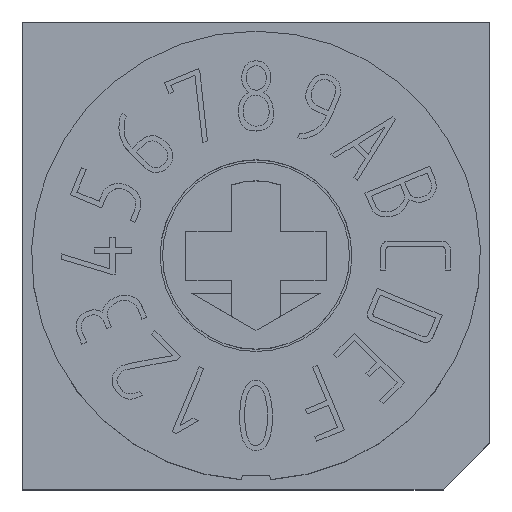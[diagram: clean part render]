
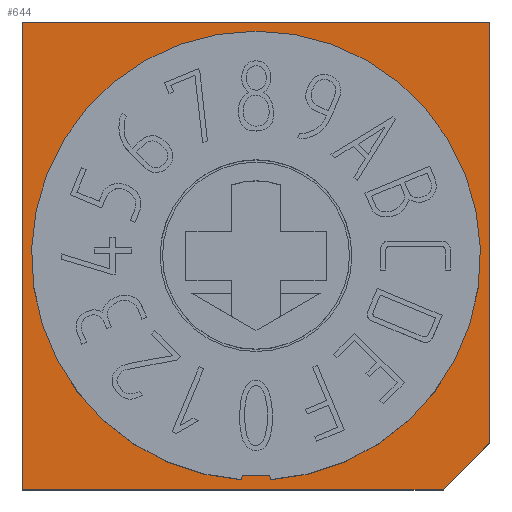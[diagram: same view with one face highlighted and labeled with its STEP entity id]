
A CAD part, top view. The second image highlights one B-rep face of the part: STEP entity #644.
In plain terms, the highlighted planar face has unit normal (0, 0, 1).
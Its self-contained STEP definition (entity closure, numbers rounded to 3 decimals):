
#644 = ADVANCED_FACE( '', ( #1351, #1352 ), #1353, .T. );
#1351 = FACE_OUTER_BOUND( '', #2154, .T. );
#1352 = FACE_BOUND( '', #2155, .T. );
#1353 = PLANE( '', #2156 );
#2154 = EDGE_LOOP( '', ( #4263, #4264, #4265, #4266, #4267 ) );
#2155 = EDGE_LOOP( '', ( #4268, #4269, #4270, #4271 ) );
#2156 = AXIS2_PLACEMENT_3D( '', #4272, #4273, #4274 );
#4263 = ORIENTED_EDGE( '', *, *, #5126, .T. );
#4264 = ORIENTED_EDGE( '', *, *, #5741, .T. );
#4265 = ORIENTED_EDGE( '', *, *, #5742, .T. );
#4266 = ORIENTED_EDGE( '', *, *, #5561, .T. );
#4267 = ORIENTED_EDGE( '', *, *, #5743, .T. );
#4268 = ORIENTED_EDGE( '', *, *, #5744, .T. );
#4269 = ORIENTED_EDGE( '', *, *, #5445, .F. );
#4270 = ORIENTED_EDGE( '', *, *, #5295, .F. );
#4271 = ORIENTED_EDGE( '', *, *, #5702, .F. );
#4272 = CARTESIAN_POINT( '', ( -5., -5., 2.8 ) );
#4273 = DIRECTION( '', ( 0., 0., 1. ) );
#4274 = DIRECTION( '', ( 1., 0., 0. ) );
#5126 = EDGE_CURVE( '', #6077, #6075, #6078, .T. );
#5295 = EDGE_CURVE( '', #6363, #6364, #6365, .T. );
#5445 = EDGE_CURVE( '', #6364, #6597, #6598, .T. );
#5561 = EDGE_CURVE( '', #6759, #6760, #6761, .T. );
#5702 = EDGE_CURVE( '', #6936, #6363, #6937, .T. );
#5741 = EDGE_CURVE( '', #6075, #6984, #6985, .F. );
#5742 = EDGE_CURVE( '', #6984, #6759, #6986, .T. );
#5743 = EDGE_CURVE( '', #6760, #6077, #6987, .T. );
#5744 = EDGE_CURVE( '', #6936, #6597, #6988, .T. );
#6075 = VERTEX_POINT( '', #7574 );
#6077 = VERTEX_POINT( '', #7577 );
#6078 = LINE( '', #7578, #7579 );
#6363 = VERTEX_POINT( '', #8196 );
#6364 = VERTEX_POINT( '', #8197 );
#6365 = CIRCLE( '', #8198, 4.7 );
#6597 = VERTEX_POINT( '', #8747 );
#6598 = LINE( '', #8748, #8749 );
#6759 = VERTEX_POINT( '', #9142 );
#6760 = VERTEX_POINT( '', #9143 );
#6761 = LINE( '', #9144, #9145 );
#6936 = VERTEX_POINT( '', #9478 );
#6937 = LINE( '', #9479, #9480 );
#6984 = VERTEX_POINT( '', #9642 );
#6985 = LINE( '', #9643, #9644 );
#6986 = LINE( '', #9645, #9646 );
#6987 = LINE( '', #9647, #9648 );
#6988 = CIRCLE( '', #9649, 4.8 );
#7574 = CARTESIAN_POINT( '', ( 4., -5., 2.8 ) );
#7577 = CARTESIAN_POINT( '', ( -5., -5., 2.8 ) );
#7578 = CARTESIAN_POINT( '', ( -5., -5., 2.8 ) );
#7579 = VECTOR( '', #10014, 1000. );
#8196 = CARTESIAN_POINT( '', ( -0.297, -4.691, 2.8 ) );
#8197 = CARTESIAN_POINT( '', ( 0.297, -4.691, 2.8 ) );
#8198 = AXIS2_PLACEMENT_3D( '', #10099, #10100, #10101 );
#8747 = CARTESIAN_POINT( '', ( 0.303, -4.79, 2.8 ) );
#8748 = CARTESIAN_POINT( '', ( 0.303, -4.79, 2.8 ) );
#8749 = VECTOR( '', #10162, 1000. );
#9142 = CARTESIAN_POINT( '', ( 5., 5., 2.8 ) );
#9143 = CARTESIAN_POINT( '', ( -5., 5., 2.8 ) );
#9144 = CARTESIAN_POINT( '', ( 5., 5., 2.8 ) );
#9145 = VECTOR( '', #10208, 1000. );
#9478 = CARTESIAN_POINT( '', ( -0.303, -4.79, 2.8 ) );
#9479 = CARTESIAN_POINT( '', ( -0.297, -4.691, 2.8 ) );
#9480 = VECTOR( '', #10278, 1000. );
#9642 = CARTESIAN_POINT( '', ( 5., -4., 2.8 ) );
#9643 = CARTESIAN_POINT( '', ( -0.5, -9.5, 2.8 ) );
#9644 = VECTOR( '', #10288, 1000. );
#9645 = CARTESIAN_POINT( '', ( 5., -5., 2.8 ) );
#9646 = VECTOR( '', #10289, 1000. );
#9647 = CARTESIAN_POINT( '', ( -5., 5., 2.8 ) );
#9648 = VECTOR( '', #10290, 1000. );
#9649 = AXIS2_PLACEMENT_3D( '', #10291, #10292, #10293 );
#10014 = DIRECTION( '', ( 1., 0., 0. ) );
#10099 = CARTESIAN_POINT( '', ( 0., 0., 2.8 ) );
#10100 = DIRECTION( '', ( 0., 0., 1. ) );
#10101 = DIRECTION( '', ( 1., 0., 0. ) );
#10162 = DIRECTION( '', ( 0.063, -0.998, 0. ) );
#10208 = DIRECTION( '', ( -1., 0., 0. ) );
#10278 = DIRECTION( '', ( 0.063, 0.998, 0. ) );
#10288 = DIRECTION( '', ( -0.707, -0.707, 0. ) );
#10289 = DIRECTION( '', ( 0., 1., 0. ) );
#10290 = DIRECTION( '', ( 0., -1., 0. ) );
#10291 = CARTESIAN_POINT( '', ( 0., 0., 2.8 ) );
#10292 = DIRECTION( '', ( 0., 0., -1. ) );
#10293 = DIRECTION( '', ( 1., 0., 0. ) );
